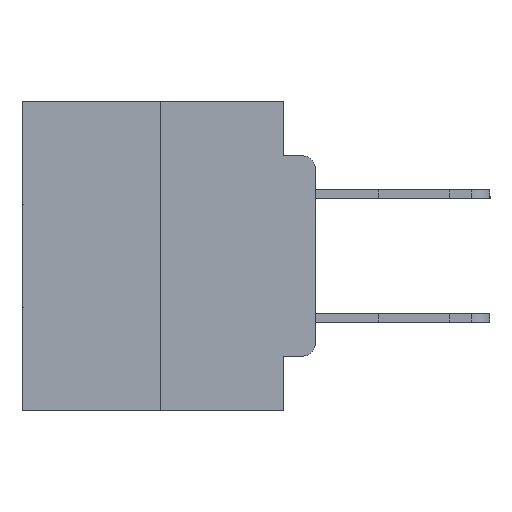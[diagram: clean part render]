
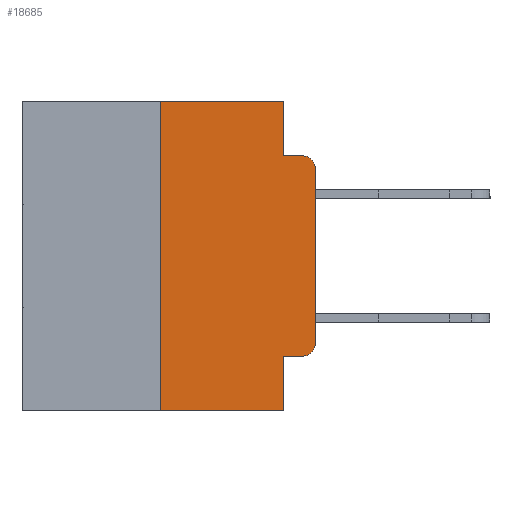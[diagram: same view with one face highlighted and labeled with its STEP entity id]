
A CAD part, left-side view. The second image highlights one B-rep face of the part: STEP entity #18685.
In plain terms, the highlighted planar face has unit normal (-1, 0, 0).
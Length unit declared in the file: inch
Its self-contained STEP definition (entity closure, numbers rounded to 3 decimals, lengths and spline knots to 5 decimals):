
#695 = LINE ( 'NONE', #23781, #18393 ) ;
#710 = CARTESIAN_POINT ( 'NONE',  ( 0., 0.051, 0. ) ) ;
#724 = DIRECTION ( 'NONE',  ( 0., -1., 0. ) ) ;
#1426 = DIRECTION ( 'NONE',  ( 1., 0., 0. ) ) ;
#1528 = CARTESIAN_POINT ( 'NONE',  ( 0., 0.051, 0. ) ) ;
#2676 = LINE ( 'NONE', #22966, #25362 ) ;
#3006 = CARTESIAN_POINT ( 'NONE',  ( 0., 0.02, -0.0885 ) ) ;
#3650 = LINE ( 'NONE', #27097, #14008 ) ;
#3755 = AXIS2_PLACEMENT_3D ( 'NONE', #7334, #22639, #9552 ) ;
#4595 = ORIENTED_EDGE ( 'NONE', *, *, #20812, .T. ) ;
#4629 = EDGE_CURVE ( 'NONE', #15509, #7998, #16145, .T. ) ;
#4693 = VERTEX_POINT ( 'NONE', #5295 ) ;
#5295 = CARTESIAN_POINT ( 'NONE',  ( 0., 0., -0.1085 ) ) ;
#5357 = LINE ( 'NONE', #22197, #16333 ) ;
#5547 = CARTESIAN_POINT ( 'NONE',  ( 0., 0.051, -0.5 ) ) ;
#6027 = CARTESIAN_POINT ( 'NONE',  ( 0., 0., -0.3915 ) ) ;
#6124 = EDGE_CURVE ( 'NONE', #25454, #15509, #17107, .T. ) ;
#6258 = CIRCLE ( 'NONE', #7519, 0.02 ) ;
#7334 = CARTESIAN_POINT ( 'NONE',  ( 0., 0.02, -0.3915 ) ) ;
#7519 = AXIS2_PLACEMENT_3D ( 'NONE', #7758, #23073, #9978 ) ;
#7596 = EDGE_CURVE ( 'NONE', #25454, #26921, #14962, .T. ) ;
#7758 = CARTESIAN_POINT ( 'NONE',  ( 0., 0.02, -0.1085 ) ) ;
#7998 = VERTEX_POINT ( 'NONE', #6027 ) ;
#8448 = VECTOR ( 'NONE', #24428, 39.37008 ) ;
#9131 = ORIENTED_EDGE ( 'NONE', *, *, #21198, .T. ) ;
#9155 = CARTESIAN_POINT ( 'NONE',  ( 0., 0.051, 0. ) ) ;
#9376 = VERTEX_POINT ( 'NONE', #11076 ) ;
#9552 = DIRECTION ( 'NONE',  ( 0., 0., -1. ) ) ;
#9978 = DIRECTION ( 'NONE',  ( 0., 0., -1. ) ) ;
#10003 = LINE ( 'NONE', #22387, #21650 ) ;
#10555 = EDGE_CURVE ( 'NONE', #17077, #10929, #2676, .T. ) ;
#10694 = DIRECTION ( 'NONE',  ( 0., 0., 1. ) ) ;
#10929 = VERTEX_POINT ( 'NONE', #24567 ) ;
#11076 = CARTESIAN_POINT ( 'NONE',  ( 0., 0.051, -0.0885 ) ) ;
#11181 = ORIENTED_EDGE ( 'NONE', *, *, #7596, .F. ) ;
#11510 = ORIENTED_EDGE ( 'NONE', *, *, #16619, .F. ) ;
#12543 = ORIENTED_EDGE ( 'NONE', *, *, #4629, .T. ) ;
#12801 = AXIS2_PLACEMENT_3D ( 'NONE', #25602, #1426, #16909 ) ;
#12996 = VERTEX_POINT ( 'NONE', #710 ) ;
#13461 = CARTESIAN_POINT ( 'NONE',  ( 0., 0.02, -0.4115 ) ) ;
#13472 = EDGE_CURVE ( 'NONE', #12996, #9376, #25244, .T. ) ;
#13775 = DIRECTION ( 'NONE',  ( 0., -1., 0. ) ) ;
#14008 = VECTOR ( 'NONE', #724, 39.37008 ) ;
#14717 = PLANE ( 'NONE',  #12801 ) ;
#14949 = EDGE_CURVE ( 'NONE', #9376, #20155, #10003, .T. ) ;
#14962 = LINE ( 'NONE', #9155, #8448 ) ;
#15509 = VERTEX_POINT ( 'NONE', #13461 ) ;
#15594 = DIRECTION ( 'NONE',  ( 0., -1., 0. ) ) ;
#16145 = CIRCLE ( 'NONE', #3755, 0.02 ) ;
#16333 = VECTOR ( 'NONE', #15594, 39.37008 ) ;
#16619 = EDGE_CURVE ( 'NONE', #10929, #12996, #3650, .T. ) ;
#16909 = DIRECTION ( 'NONE',  ( 0., 0., -1. ) ) ;
#16993 = ORIENTED_EDGE ( 'NONE', *, *, #6124, .T. ) ;
#17077 = VERTEX_POINT ( 'NONE', #19875 ) ;
#17107 = LINE ( 'NONE', #23437, #22912 ) ;
#18000 = ORIENTED_EDGE ( 'NONE', *, *, #22275, .T. ) ;
#18393 = VECTOR ( 'NONE', #10694, 39.37008 ) ;
#18685 = ADVANCED_FACE ( 'NONE', ( #25549 ), #14717, .F. ) ;
#19234 = DIRECTION ( 'NONE',  ( 0., 0., -1. ) ) ;
#19466 = VECTOR ( 'NONE', #19234, 39.37008 ) ;
#19722 = ORIENTED_EDGE ( 'NONE', *, *, #14949, .F. ) ;
#19875 = CARTESIAN_POINT ( 'NONE',  ( 0., 0.25, -0.5 ) ) ;
#19915 = CARTESIAN_POINT ( 'NONE',  ( 0., 0.051, -0.4115 ) ) ;
#20155 = VERTEX_POINT ( 'NONE', #3006 ) ;
#20812 = EDGE_CURVE ( 'NONE', #4693, #20155, #6258, .T. ) ;
#21198 = EDGE_CURVE ( 'NONE', #17077, #26921, #5357, .T. ) ;
#21650 = VECTOR ( 'NONE', #13775, 39.37008 ) ;
#22197 = CARTESIAN_POINT ( 'NONE',  ( 0., 0.473, -0.5 ) ) ;
#22275 = EDGE_CURVE ( 'NONE', #7998, #4693, #695, .T. ) ;
#22387 = CARTESIAN_POINT ( 'NONE',  ( 0., 0.051, -0.0885 ) ) ;
#22639 = DIRECTION ( 'NONE',  ( -1., 0., 0. ) ) ;
#22912 = VECTOR ( 'NONE', #25616, 39.37008 ) ;
#22966 = CARTESIAN_POINT ( 'NONE',  ( 0., 0.25, 0. ) ) ;
#23073 = DIRECTION ( 'NONE',  ( -1., 0., 0. ) ) ;
#23437 = CARTESIAN_POINT ( 'NONE',  ( 0., 0.051, -0.4115 ) ) ;
#23781 = CARTESIAN_POINT ( 'NONE',  ( 0., 0., 0. ) ) ;
#24428 = DIRECTION ( 'NONE',  ( 0., 0., -1. ) ) ;
#24502 = ORIENTED_EDGE ( 'NONE', *, *, #10555, .F. ) ;
#24567 = CARTESIAN_POINT ( 'NONE',  ( 0., 0.25, 0. ) ) ;
#24727 = EDGE_LOOP ( 'NONE', ( #18000, #4595, #19722, #28209, #11510, #24502, #9131, #11181, #16993, #12543 ) ) ;
#25143 = DIRECTION ( 'NONE',  ( 0., 0., 1. ) ) ;
#25244 = LINE ( 'NONE', #1528, #19466 ) ;
#25362 = VECTOR ( 'NONE', #25143, 39.37008 ) ;
#25454 = VERTEX_POINT ( 'NONE', #19915 ) ;
#25549 = FACE_OUTER_BOUND ( 'NONE', #24727, .T. ) ;
#25602 = CARTESIAN_POINT ( 'NONE',  ( 0., 0.473, 0. ) ) ;
#25616 = DIRECTION ( 'NONE',  ( 0., -1., 0. ) ) ;
#26921 = VERTEX_POINT ( 'NONE', #5547 ) ;
#27097 = CARTESIAN_POINT ( 'NONE',  ( 0., 0.473, 0. ) ) ;
#28209 = ORIENTED_EDGE ( 'NONE', *, *, #13472, .F. ) ;
